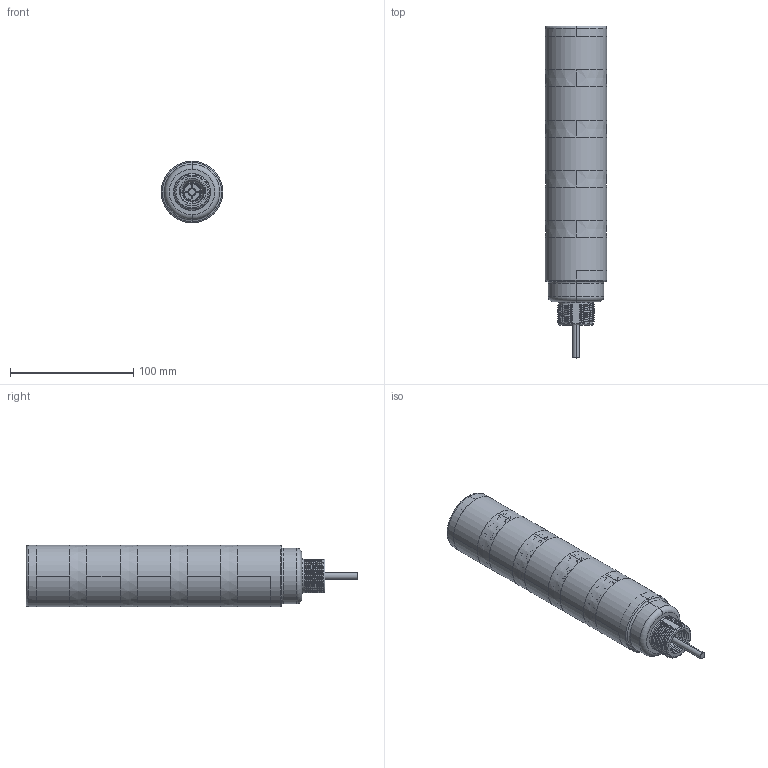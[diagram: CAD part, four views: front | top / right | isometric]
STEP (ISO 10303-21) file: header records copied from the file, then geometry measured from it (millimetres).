
FILE_DESCRIPTION((''),'2;1');
FILE_NAME('145187_SW','2009-02-10T',('banengservice'),('BANNER ENGINEERING'),'PRO/ENGINEER BY PARAMETRIC TECHNOLOGY CORPORATION, 2006170','PRO/ENGINEER BY PARAMETRIC TECHNOLOGY CORPORATION, 2006170','');
FILE_SCHEMA(('CONFIG_CONTROL_DESIGN'));
Products named in the file (1): 145187_SW
Bounding box: 50 x 269.7 x 50 mm (x, y, z)
Volume: 136715 mm3; surface area: 131765.5 mm2
Topology: 2 solids, 2 shells, 1594 faces, 4216 edges, 2731 vertices
Faces by surface type: plane 834, cylinder 414, cone 154, bspline 140, torus 52
Entity records: 79747 total; most frequent: CARTESIAN_POINT 40822, ORIENTED_EDGE 8432, DIRECTION 7671, EDGE_CURVE 4216, VERTEX_POINT 2731, AXIS2_PLACEMENT_3D 2652, VECTOR 2367, LINE 2367
